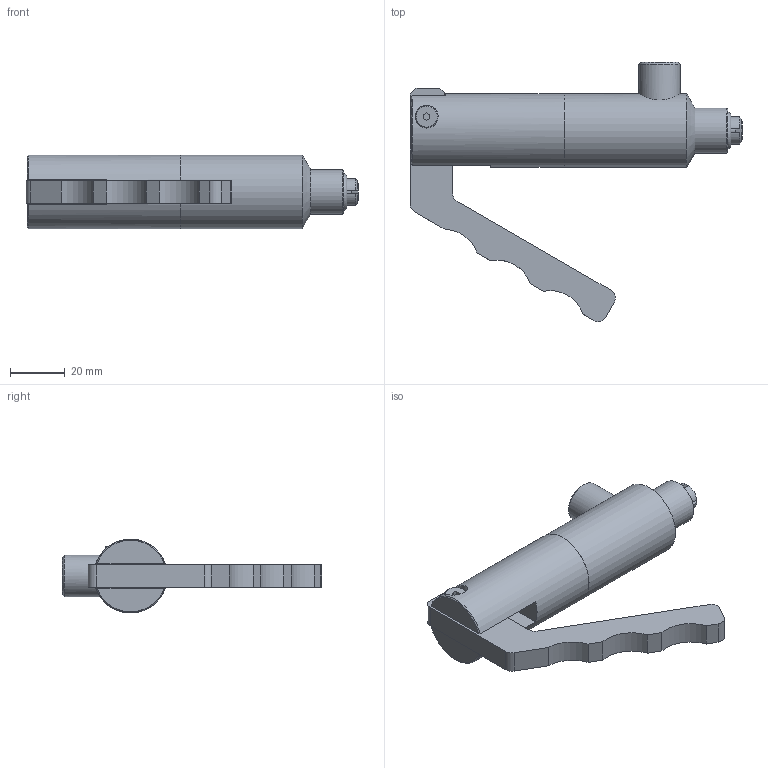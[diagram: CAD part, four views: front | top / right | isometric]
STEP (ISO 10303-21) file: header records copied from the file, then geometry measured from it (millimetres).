
FILE_DESCRIPTION(/* description */ (''),/* implementation_level */ '2;1');
FILE_NAME(/* name */ 'FNLR-108E021.stp',/* time_stamp */ '2014-09-29T11:14:52-05:00',/* author */ ('scottg'),/* organization */ ('FasTest,Inc.'),/* preprocessor_version */ 'ST-DEVELOPER v15.2',/* originating_system */ 'Autodesk Inventor 2014',/* authorisation */ '');
FILE_SCHEMA (('AUTOMOTIVE_DESIGN { 1 0 10303 214 3 1 1 }'));
Length unit declared in the file: inch
Products named in the file (1): FNLR-108E021
Bounding box: 121.18 x 94.62 x 26.92 mm (x, y, z)
Volume: 69151 mm3; surface area: 18116.2 mm2
Topology: 2 solids, 3 shells, 112 faces, 279 edges, 181 vertices
Faces by surface type: plane 65, cylinder 28, cone 16, torus 3
Full cylindrical faces by diameter (mm): 4.826 x2, 4.978 x1, 7.95 x1, 8.157 x1, 8.331 x1, 8.738 x1, 15.189 x1, 16.383 x1, 24.943 x1, 26.924 x2
Entity records: 3204 total; most frequent: CARTESIAN_POINT 664, DIRECTION 530, ORIENTED_EDGE 486, EDGE_CURVE 242, AXIS2_PLACEMENT_3D 198, VERTEX_POINT 170, EDGE_LOOP 152, LINE 134
